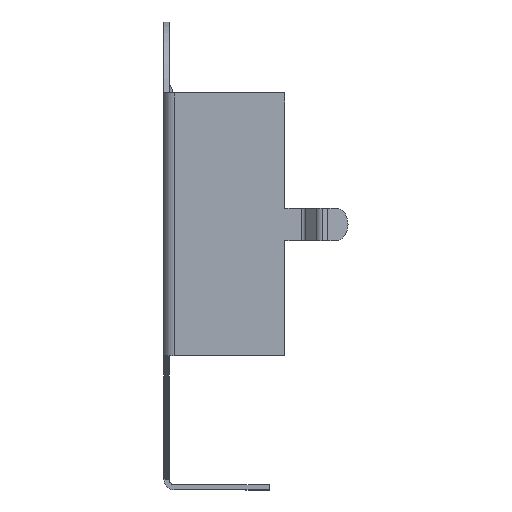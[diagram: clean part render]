
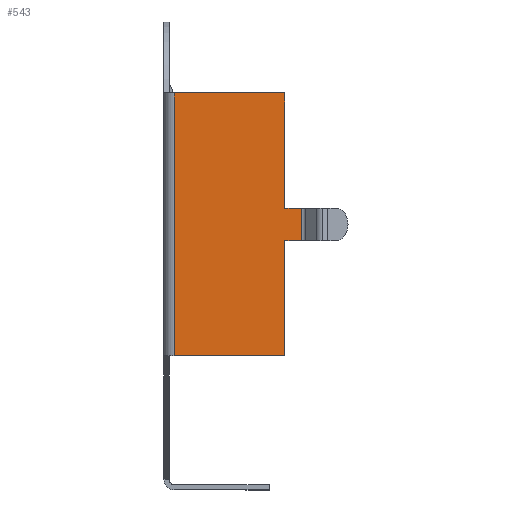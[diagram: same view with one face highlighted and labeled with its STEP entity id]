
A CAD part, left-side view. The second image highlights one B-rep face of the part: STEP entity #543.
In plain terms, the highlighted planar face has unit normal (-1, 0, 0).
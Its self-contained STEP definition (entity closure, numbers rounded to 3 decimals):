
#129 = ORIENTED_EDGE ( 'NONE', *, *, #2011, .F. ) ;
#247 = DIRECTION ( 'NONE',  ( 0., -1., 0. ) ) ;
#272 = EDGE_CURVE ( 'NONE', #3013, #542, #1419, .T. ) ;
#285 = LINE ( 'NONE', #2385, #2419 ) ;
#286 = VECTOR ( 'NONE', #2723, 1000. ) ;
#355 = DIRECTION ( 'NONE',  ( 0., -1., 0. ) ) ;
#386 = ORIENTED_EDGE ( 'NONE', *, *, #272, .T. ) ;
#542 = VERTEX_POINT ( 'NONE', #2274 ) ;
#543 = ADVANCED_FACE ( 'NONE', ( #2161 ), #3011, .F. ) ;
#676 = LINE ( 'NONE', #1865, #1983 ) ;
#777 = CARTESIAN_POINT ( 'NONE',  ( -12.7, 5.588, 7.874 ) ) ;
#791 = EDGE_CURVE ( 'NONE', #1565, #542, #285, .T. ) ;
#894 = EDGE_CURVE ( 'NONE', #1745, #3052, #3043, .T. ) ;
#911 = DIRECTION ( 'NONE',  ( 0., 0., -1. ) ) ;
#917 = VERTEX_POINT ( 'NONE', #2945 ) ;
#934 = CARTESIAN_POINT ( 'NONE',  ( -12.7, -0.791, 2.311 ) ) ;
#936 = VECTOR ( 'NONE', #2794, 1000. ) ;
#955 = ORIENTED_EDGE ( 'NONE', *, *, #1336, .F. ) ;
#1173 = CARTESIAN_POINT ( 'NONE',  ( -12.7, 0., 7.874 ) ) ;
#1174 = LINE ( 'NONE', #2693, #3034 ) ;
#1272 = CARTESIAN_POINT ( 'NONE',  ( -12.7, 0., 0. ) ) ;
#1336 = EDGE_CURVE ( 'NONE', #917, #1565, #676, .T. ) ;
#1417 = CARTESIAN_POINT ( 'NONE',  ( -12.7, 0., -4.826 ) ) ;
#1419 = LINE ( 'NONE', #2931, #2663 ) ;
#1424 = ORIENTED_EDGE ( 'NONE', *, *, #2225, .F. ) ;
#1440 = VECTOR ( 'NONE', #247, 1000. ) ;
#1471 = DIRECTION ( 'NONE',  ( 0., 0., -1. ) ) ;
#1565 = VERTEX_POINT ( 'NONE', #934 ) ;
#1566 = CARTESIAN_POINT ( 'NONE',  ( -12.7, 0., 7.874 ) ) ;
#1622 = VERTEX_POINT ( 'NONE', #1173 ) ;
#1646 = CARTESIAN_POINT ( 'NONE',  ( -12.7, 5.334, 7.874 ) ) ;
#1710 = DIRECTION ( 'NONE',  ( 0., 1., 0. ) ) ;
#1745 = VERTEX_POINT ( 'NONE', #1834 ) ;
#1778 = DIRECTION ( 'NONE',  ( 1., 0., 0. ) ) ;
#1801 = CARTESIAN_POINT ( 'NONE',  ( -12.7, 0., 0.737 ) ) ;
#1834 = CARTESIAN_POINT ( 'NONE',  ( -12.7, 0., -4.826 ) ) ;
#1865 = CARTESIAN_POINT ( 'NONE',  ( -12.7, -1.15, 2.311 ) ) ;
#1983 = VECTOR ( 'NONE', #355, 1000. ) ;
#2011 = EDGE_CURVE ( 'NONE', #3013, #1745, #1174, .T. ) ;
#2101 = LINE ( 'NONE', #777, #1440 ) ;
#2142 = EDGE_LOOP ( 'NONE', ( #2448, #129, #386, #2273, #955, #1424, #2505, #3214 ) ) ;
#2161 = FACE_OUTER_BOUND ( 'NONE', #2142, .T. ) ;
#2225 = EDGE_CURVE ( 'NONE', #1622, #917, #2544, .T. ) ;
#2273 = ORIENTED_EDGE ( 'NONE', *, *, #791, .F. ) ;
#2274 = CARTESIAN_POINT ( 'NONE',  ( -12.7, -0.791, 0.737 ) ) ;
#2385 = CARTESIAN_POINT ( 'NONE',  ( -12.7, -0.791, 0. ) ) ;
#2419 = VECTOR ( 'NONE', #911, 1000. ) ;
#2448 = ORIENTED_EDGE ( 'NONE', *, *, #894, .F. ) ;
#2505 = ORIENTED_EDGE ( 'NONE', *, *, #2971, .F. ) ;
#2544 = LINE ( 'NONE', #1566, #936 ) ;
#2663 = VECTOR ( 'NONE', #3165, 1000. ) ;
#2693 = CARTESIAN_POINT ( 'NONE',  ( -12.7, 0., 7.874 ) ) ;
#2697 = CARTESIAN_POINT ( 'NONE',  ( -12.7, 5.334, -4.826 ) ) ;
#2702 = AXIS2_PLACEMENT_3D ( 'NONE', #1272, #1778, #2776 ) ;
#2723 = DIRECTION ( 'NONE',  ( 0., 0., 1. ) ) ;
#2765 = EDGE_CURVE ( 'NONE', #3052, #3161, #3030, .T. ) ;
#2776 = DIRECTION ( 'NONE',  ( 0., 1., 0. ) ) ;
#2794 = DIRECTION ( 'NONE',  ( 0., 0., -1. ) ) ;
#2845 = CARTESIAN_POINT ( 'NONE',  ( -12.7, 5.334, -4.826 ) ) ;
#2931 = CARTESIAN_POINT ( 'NONE',  ( -12.7, -1.803, 0.737 ) ) ;
#2945 = CARTESIAN_POINT ( 'NONE',  ( -12.7, 0., 2.311 ) ) ;
#2946 = VECTOR ( 'NONE', #1710, 1000. ) ;
#2971 = EDGE_CURVE ( 'NONE', #3161, #1622, #2101, .T. ) ;
#3011 = PLANE ( 'NONE',  #2702 ) ;
#3013 = VERTEX_POINT ( 'NONE', #1801 ) ;
#3030 = LINE ( 'NONE', #2697, #286 ) ;
#3034 = VECTOR ( 'NONE', #1471, 1000. ) ;
#3043 = LINE ( 'NONE', #1417, #2946 ) ;
#3052 = VERTEX_POINT ( 'NONE', #2845 ) ;
#3161 = VERTEX_POINT ( 'NONE', #1646 ) ;
#3165 = DIRECTION ( 'NONE',  ( 0., -1., 0. ) ) ;
#3214 = ORIENTED_EDGE ( 'NONE', *, *, #2765, .F. ) ;
